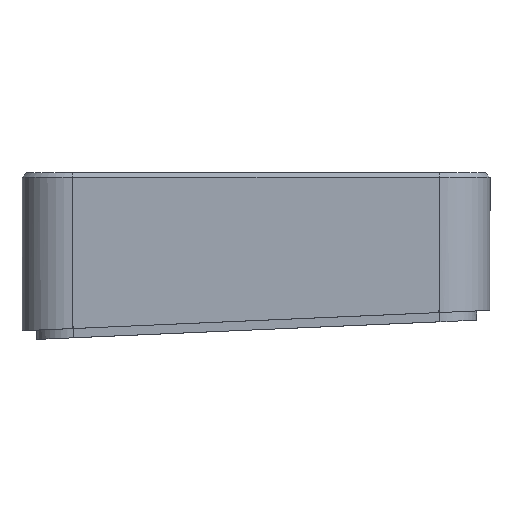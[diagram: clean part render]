
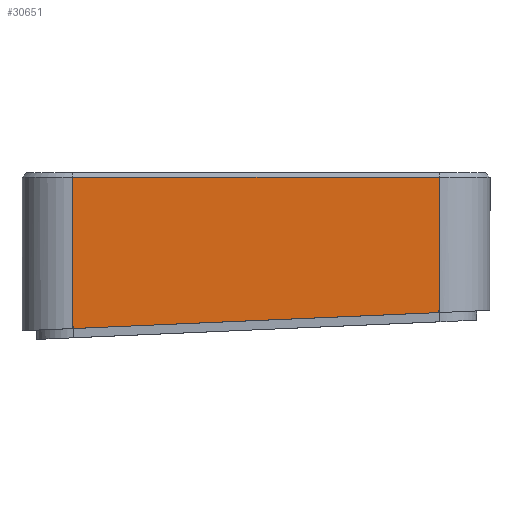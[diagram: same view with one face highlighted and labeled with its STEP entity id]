
A CAD part, left-side view. The second image highlights one B-rep face of the part: STEP entity #30651.
In plain terms, the highlighted planar face has unit normal (-1, 0, 0).
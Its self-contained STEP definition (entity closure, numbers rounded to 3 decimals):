
#2016=FACE_OUTER_BOUND('',#3719,.T.);
#3719=EDGE_LOOP('',(#27475,#27476,#27477,#27478));
#7768=LINE('',#48821,#11865);
#7783=LINE('',#48865,#11880);
#7788=LINE('',#48882,#11885);
#7790=LINE('',#48885,#11887);
#11865=VECTOR('',#39328,10.);
#11880=VECTOR('',#39367,10.);
#11885=VECTOR('',#39388,10.);
#11887=VECTOR('',#39392,10.);
#14741=VERTEX_POINT('',#48817);
#14743=VERTEX_POINT('',#48820);
#14755=VERTEX_POINT('',#48849);
#14759=VERTEX_POINT('',#48861);
#18989=EDGE_CURVE('',#14743,#14741,#7768,.F.);
#19011=EDGE_CURVE('',#14755,#14759,#7783,.T.);
#19020=EDGE_CURVE('',#14741,#14759,#7788,.T.);
#19022=EDGE_CURVE('',#14743,#14755,#7790,.T.);
#27475=ORIENTED_EDGE('',*,*,#19011,.F.);
#27476=ORIENTED_EDGE('',*,*,#19022,.F.);
#27477=ORIENTED_EDGE('',*,*,#18989,.T.);
#27478=ORIENTED_EDGE('',*,*,#19020,.T.);
#29150=PLANE('',#32249);
#30651=ADVANCED_FACE('',(#2016),#29150,.T.);
#32249=AXIS2_PLACEMENT_3D('',#48884,#39390,#39391);
#39328=DIRECTION('',(0.,0.999,-0.044));
#39367=DIRECTION('',(0.,-1.,0.));
#39388=DIRECTION('',(0.,0.,1.));
#39390=DIRECTION('center_axis',(-1.,0.,0.));
#39391=DIRECTION('ref_axis',(0.,-1.,0.));
#39392=DIRECTION('',(0.,0.,1.));
#48817=CARTESIAN_POINT('',(-6.461,3.734,-20.703));
#48820=CARTESIAN_POINT('',(-6.461,82.734,-24.153));
#48821=CARTESIAN_POINT('',(-6.461,23.044,-21.546));
#48849=CARTESIAN_POINT('',(-6.461,82.734,8.5));
#48861=CARTESIAN_POINT('',(-6.461,3.734,8.5));
#48865=CARTESIAN_POINT('',(-6.461,62.984,8.5));
#48882=CARTESIAN_POINT('',(-6.461,3.734,1.5));
#48884=CARTESIAN_POINT('Origin',(-6.461,82.734,1.5));
#48885=CARTESIAN_POINT('',(-6.461,82.734,1.5));
